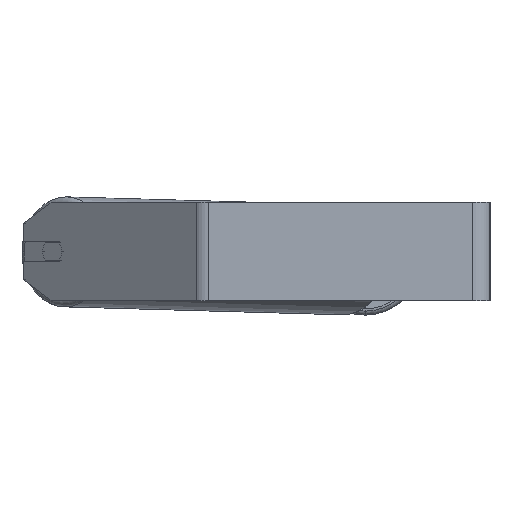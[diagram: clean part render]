
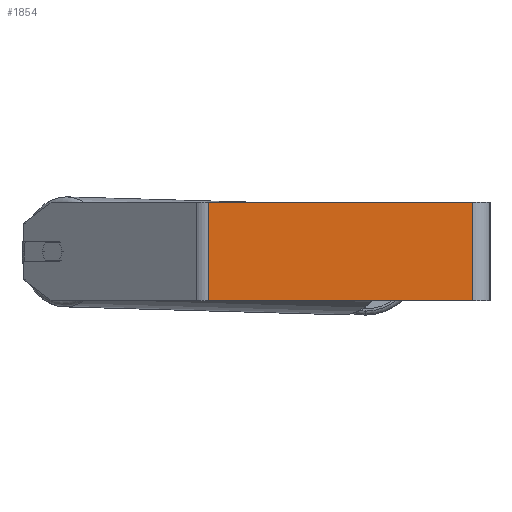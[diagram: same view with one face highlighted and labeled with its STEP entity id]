
A CAD part, left-side view. The second image highlights one B-rep face of the part: STEP entity #1854.
In plain terms, the highlighted planar face has unit normal (-1, 0, 0).
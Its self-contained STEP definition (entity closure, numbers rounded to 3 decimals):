
#168 = VERTEX_POINT ( 'NONE', #1322 ) ;
#239 = CARTESIAN_POINT ( 'NONE',  ( -605., 228.098, 40. ) ) ;
#342 = ORIENTED_EDGE ( 'NONE', *, *, #6412, .T. ) ;
#611 = CARTESIAN_POINT ( 'NONE',  ( -605., 233.194, -40. ) ) ;
#1108 = CARTESIAN_POINT ( 'NONE',  ( -605., 14., -40. ) ) ;
#1230 = DIRECTION ( 'NONE',  ( 0., -1., 0. ) ) ;
#1308 = ORIENTED_EDGE ( 'NONE', *, *, #2521, .F. ) ;
#1322 = CARTESIAN_POINT ( 'NONE',  ( -605., 14., 40. ) ) ;
#1325 = VERTEX_POINT ( 'NONE', #1108 ) ;
#1369 = VECTOR ( 'NONE', #7141, 1000. ) ;
#1538 = VECTOR ( 'NONE', #1230, 1000. ) ;
#1854 = ADVANCED_FACE ( 'NONE', ( #8597 ), #4435, .F. ) ;
#2521 = EDGE_CURVE ( 'NONE', #168, #1325, #6129, .T. ) ;
#2530 = DIRECTION ( 'NONE',  ( 1., 0., 0. ) ) ;
#2668 = VECTOR ( 'NONE', #6967, 1000. ) ;
#3003 = VERTEX_POINT ( 'NONE', #239 ) ;
#3033 = VECTOR ( 'NONE', #7468, 1000. ) ;
#3261 = LINE ( 'NONE', #611, #1538 ) ;
#3564 = CARTESIAN_POINT ( 'NONE',  ( -605., 14., 40. ) ) ;
#3767 = CARTESIAN_POINT ( 'NONE',  ( -605., 233.194, 40. ) ) ;
#3775 = LINE ( 'NONE', #7769, #2668 ) ;
#4134 = EDGE_CURVE ( 'NONE', #3003, #6655, #7051, .T. ) ;
#4435 = PLANE ( 'NONE',  #4447 ) ;
#4447 = AXIS2_PLACEMENT_3D ( 'NONE', #3767, #2530, #5181 ) ;
#5181 = DIRECTION ( 'NONE',  ( 0., 0., -1. ) ) ;
#5412 = EDGE_LOOP ( 'NONE', ( #342, #1308, #6448, #8240 ) ) ;
#5811 = CARTESIAN_POINT ( 'NONE',  ( -605., 228.098, -40. ) ) ;
#6129 = LINE ( 'NONE', #3564, #3033 ) ;
#6412 = EDGE_CURVE ( 'NONE', #6655, #1325, #3261, .T. ) ;
#6448 = ORIENTED_EDGE ( 'NONE', *, *, #6688, .F. ) ;
#6468 = CARTESIAN_POINT ( 'NONE',  ( -605., 228.098, 40. ) ) ;
#6655 = VERTEX_POINT ( 'NONE', #5811 ) ;
#6688 = EDGE_CURVE ( 'NONE', #3003, #168, #3775, .T. ) ;
#6967 = DIRECTION ( 'NONE',  ( 0., -1., 0. ) ) ;
#7051 = LINE ( 'NONE', #6468, #1369 ) ;
#7141 = DIRECTION ( 'NONE',  ( 0., 0., -1. ) ) ;
#7468 = DIRECTION ( 'NONE',  ( 0., 0., -1. ) ) ;
#7769 = CARTESIAN_POINT ( 'NONE',  ( -605., 233.194, 40. ) ) ;
#8240 = ORIENTED_EDGE ( 'NONE', *, *, #4134, .T. ) ;
#8597 = FACE_OUTER_BOUND ( 'NONE', #5412, .T. ) ;
